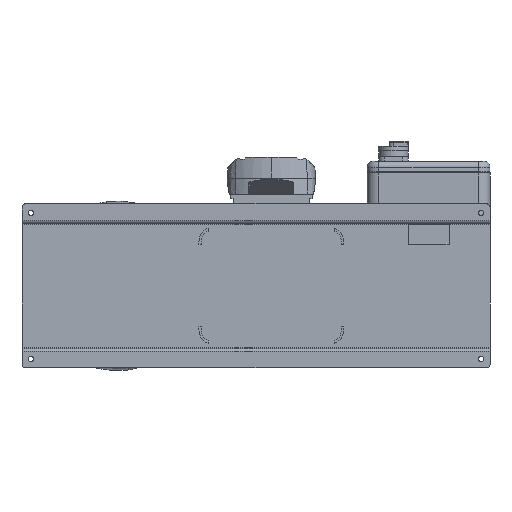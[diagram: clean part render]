
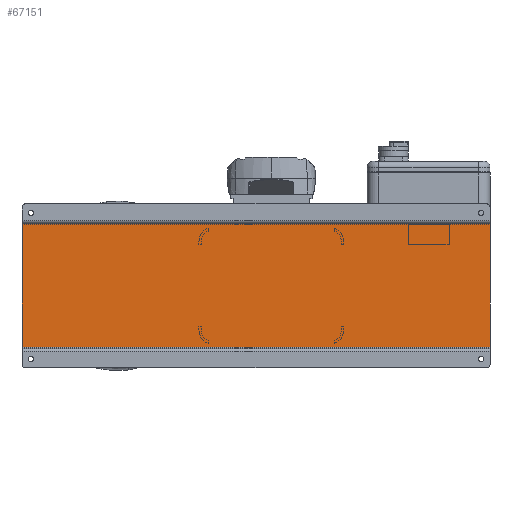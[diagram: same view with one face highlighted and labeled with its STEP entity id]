
A CAD part, front view. The second image highlights one B-rep face of the part: STEP entity #67151.
In plain terms, the highlighted planar face has unit normal (0, -1, 0).
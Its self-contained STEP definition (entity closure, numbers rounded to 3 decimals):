
#2335 = PLANE ( 'NONE',  #56371 ) ;
#7292 = VECTOR ( 'NONE', #10215, 1000. ) ;
#7434 = VERTEX_POINT ( 'NONE', #15943 ) ;
#10215 = DIRECTION ( 'NONE',  ( -1., 0., 0. ) ) ;
#14666 = DIRECTION ( 'NONE',  ( 0., 0., -1. ) ) ;
#15943 = CARTESIAN_POINT ( 'NONE',  ( -400., 51., -105. ) ) ;
#20241 = CARTESIAN_POINT ( 'NONE',  ( -400., 51., -105. ) ) ;
#20663 = VERTEX_POINT ( 'NONE', #79837 ) ;
#22430 = EDGE_CURVE ( 'NONE', #36803, #7434, #72214, .T. ) ;
#36803 = VERTEX_POINT ( 'NONE', #75291 ) ;
#37088 = ORIENTED_EDGE ( 'NONE', *, *, #79693, .F. ) ;
#37499 = CARTESIAN_POINT ( 'NONE',  ( 400., 51., 105. ) ) ;
#38866 = VECTOR ( 'NONE', #61838, 1000. ) ;
#42104 = CARTESIAN_POINT ( 'NONE',  ( 400., 51., -105. ) ) ;
#44319 = DIRECTION ( 'NONE',  ( 0., 0., 1. ) ) ;
#47350 = ORIENTED_EDGE ( 'NONE', *, *, #77823, .T. ) ;
#52916 = DIRECTION ( 'NONE',  ( 0., 0., -1. ) ) ;
#56371 = AXIS2_PLACEMENT_3D ( 'NONE', #42104, #69401, #44319 ) ;
#57530 = VECTOR ( 'NONE', #14666, 1000. ) ;
#60355 = ORIENTED_EDGE ( 'NONE', *, *, #80306, .F. ) ;
#61838 = DIRECTION ( 'NONE',  ( -1., 0., 0. ) ) ;
#63565 = FACE_OUTER_BOUND ( 'NONE', #71461, .T. ) ;
#64487 = VECTOR ( 'NONE', #52916, 1000. ) ;
#67151 = ADVANCED_FACE ( 'NONE', ( #63565 ), #2335, .F. ) ;
#69401 = DIRECTION ( 'NONE',  ( 0., 1., 0. ) ) ;
#69657 = LINE ( 'NONE', #82175, #57530 ) ;
#70144 = ORIENTED_EDGE ( 'NONE', *, *, #22430, .T. ) ;
#71461 = EDGE_LOOP ( 'NONE', ( #70144, #37088, #60355, #47350 ) ) ;
#71511 = LINE ( 'NONE', #37499, #7292 ) ;
#72214 = LINE ( 'NONE', #20241, #64487 ) ;
#75291 = CARTESIAN_POINT ( 'NONE',  ( -400., 51., 105. ) ) ;
#75688 = CARTESIAN_POINT ( 'NONE',  ( 400., 51., -105. ) ) ;
#77823 = EDGE_CURVE ( 'NONE', #20663, #36803, #71511, .T. ) ;
#78355 = CARTESIAN_POINT ( 'NONE',  ( 400., 51., -105. ) ) ;
#79693 = EDGE_CURVE ( 'NONE', #87362, #7434, #83713, .T. ) ;
#79837 = CARTESIAN_POINT ( 'NONE',  ( 400., 51., 105. ) ) ;
#80306 = EDGE_CURVE ( 'NONE', #20663, #87362, #69657, .T. ) ;
#82175 = CARTESIAN_POINT ( 'NONE',  ( 400., 51., 105. ) ) ;
#83713 = LINE ( 'NONE', #75688, #38866 ) ;
#87362 = VERTEX_POINT ( 'NONE', #78355 ) ;
